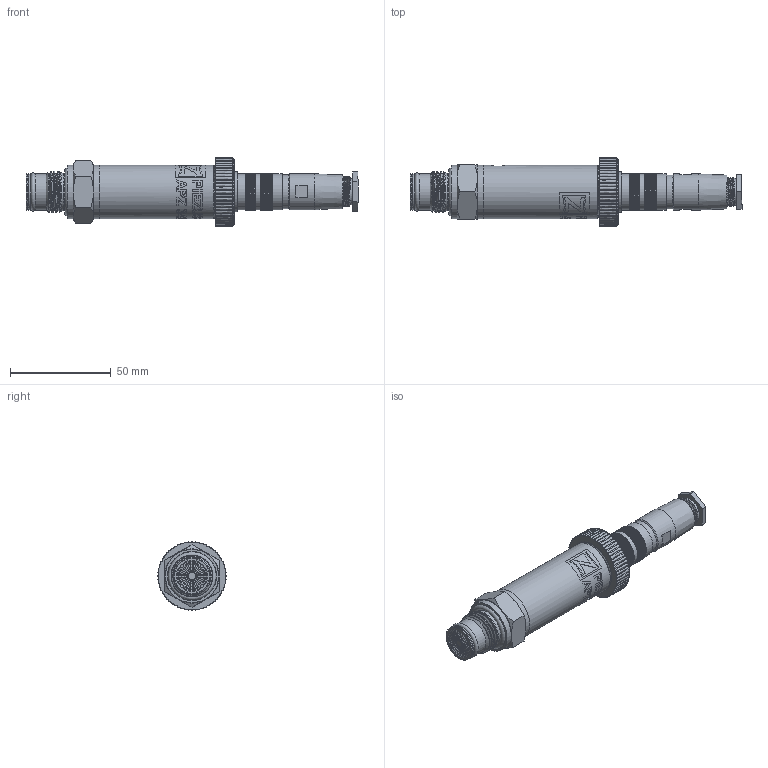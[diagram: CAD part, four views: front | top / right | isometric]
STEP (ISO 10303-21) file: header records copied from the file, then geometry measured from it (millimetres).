
FILE_DESCRIPTION(/* description */ (''),/* implementation_level */ '2;1');
FILE_NAME(/* name */ 'APZ3420m_G1''2DIN-solidflush_7.step',/* time_stamp */ '2021-07-06T15:49:11+03:00',/* author */ (''),/* organization */ (''),/* preprocessor_version */ 'ST-DEVELOPER v18.1',/* originating_system */ 'Autodesk Translation Framework v10.9.0.1377',/* authorisation */ '');
FILE_SCHEMA (('AUTOMOTIVE_DESIGN { 1 0 10303 214 3 1 1 }'));
Length unit declared in the file: millimetre
Products named in the file (8): АПЗ 3420м заполненная; OMAL nut M27x1.5; Ш100.000.005; Binder 723 assembly; Binder 723 female; Binder 723 male; shell; G 1/2 flush diaphragm
Assembly tree (7 placements, depth 3):
  АПЗ 3420м заполненная
    OMAL nut M27x1.5
    Ш100.000.005
    Binder 723 assembly
      Binder 723 female
      Binder 723 male
    shell
    G 1/2 flush diaphragm
Bounding box: 165.08 x 34 x 34 mm (x, y, z)
Volume: 68204.1 mm3; surface area: 26392.2 mm2
Topology: 10 solids, 10 shells, 3587 faces, 9059 edges, 5924 vertices
Faces by surface type: plane 2171, cylinder 624, bspline 468, cone 302, torus 22
Full cylindrical faces by diameter (mm): 1 x15, 1.5 x5, 2 x2, 4 x1, 7.183 x1, 10 x1, 11.8 x1, 12 x1, 13 x1, 13.5 x1, 13.741 x3, 14.884 x2, 15 x1, 15.044 x5, 15.2 x1, 15.908 x4, 16.8 x1, 17.044 x7, 17.283 x6, 17.4 x1, 17.6 x1, 17.908 x7, 18 x7, 18.124 x7, 18.161 x2, 18.4 x1, 18.631 x2, 20 x1, 21.4 x2, 22.3 x1
Entity records: 134086 total; most frequent: CARTESIAN_POINT 48667, ORIENTED_EDGE 18118, DIRECTION 18099, EDGE_CURVE 9059, AXIS2_PLACEMENT_3D 7803, VERTEX_POINT 5924, EDGE_LOOP 4029, ELLIPSE 3870
